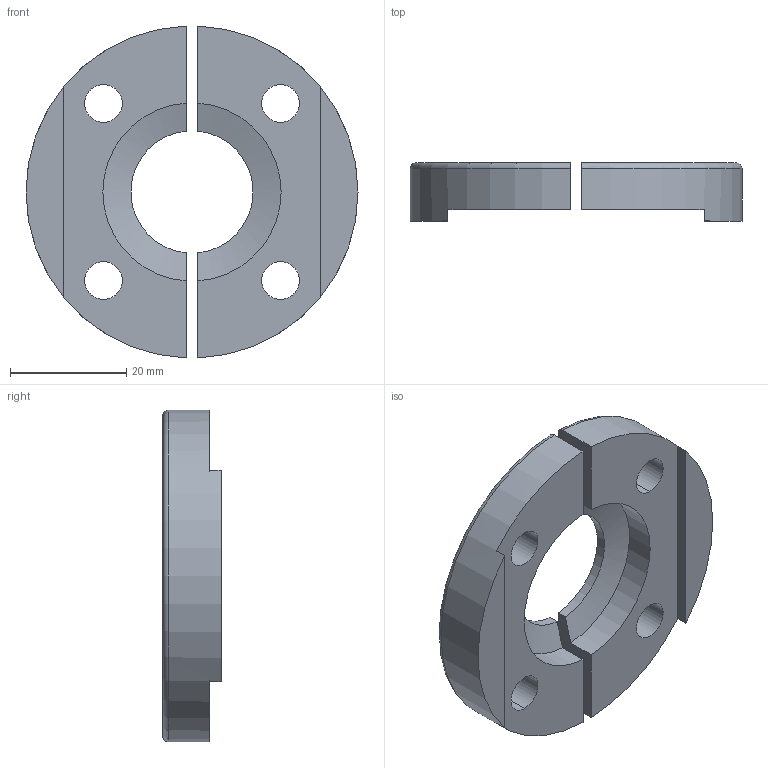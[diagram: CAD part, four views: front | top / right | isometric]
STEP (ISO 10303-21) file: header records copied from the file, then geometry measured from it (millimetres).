
FILE_DESCRIPTION (( 'STEP AP214' ), '1' );
FILE_NAME ('Hositrad_KF16-FC FaceClamp-NDsgn.STEP', '2014-08-13T07:48:52', ( '' ), ( '' ), 'SwSTEP 2.0', 'SolidWorks 2014', '' );
FILE_SCHEMA (( 'AUTOMOTIVE_DESIGN' ));
Length unit declared in the file: millimetre
Products named in the file (1): Hositrad_KF16-FC FaceClamp-NDsgn
Bounding box: 57 x 10 x 56.96 mm (x, y, z)
Volume: 14538.5 mm3; surface area: 7319.6 mm2
Topology: 2 solids, 2 shells, 38 faces, 94 edges, 60 vertices
Faces by surface type: cylinder 14, plane 12, cone 10, torus 2
Entity records: 1223 total; most frequent: CARTESIAN_POINT 237, DIRECTION 206, ORIENTED_EDGE 188, EDGE_CURVE 94, AXIS2_PLACEMENT_3D 81, VERTEX_POINT 60, EDGE_LOOP 46, VECTOR 44
